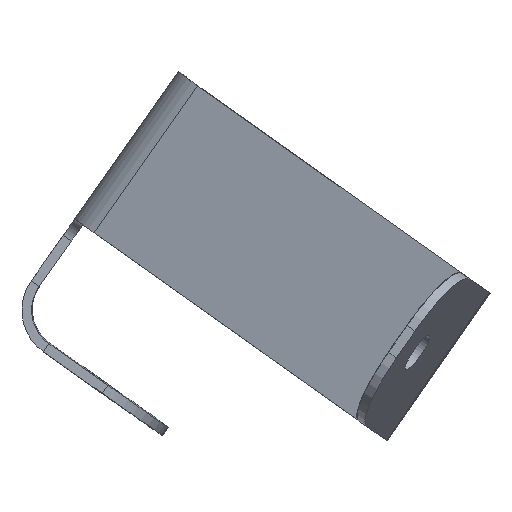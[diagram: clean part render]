
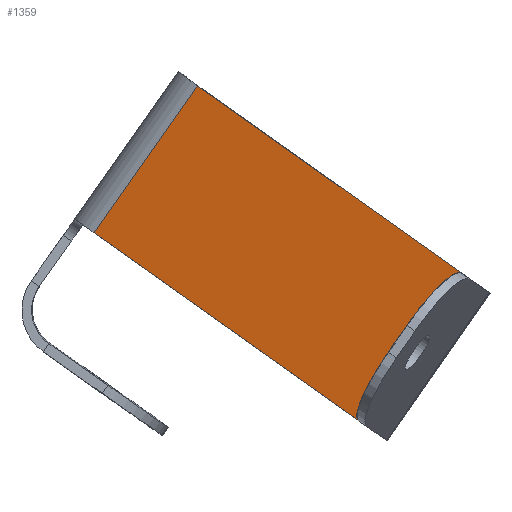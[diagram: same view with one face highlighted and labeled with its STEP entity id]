
A CAD part, front view. The second image highlights one B-rep face of the part: STEP entity #1359.
In plain terms, the highlighted planar face has unit normal (-0.436, -0.848, 0.301).
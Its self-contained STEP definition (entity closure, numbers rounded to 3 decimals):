
#534=CARTESIAN_POINT('Vertex',(5315.62,-263.754,1735.529)) ;
#565=CARTESIAN_POINT('Vertex',(5282.778,-238.59,1758.835)) ;
#568=CARTESIAN_POINT('Line Origine',(5299.199,-251.172,1747.182)) ;
#1220=CARTESIAN_POINT('Vertex',(5270.109,-238.467,1740.85)) ;
#1223=CARTESIAN_POINT('Line Origine',(5272.311,-238.489,1743.976)) ;
#1299=CARTESIAN_POINT('Vertex',(5303.067,-263.72,1717.46)) ;
#1302=CARTESIAN_POINT('Line Origine',(5286.588,-251.094,1729.155)) ;
#1336=CARTESIAN_POINT('Line Origine',(5309.169,-263.737,1726.243)) ;
#1348=CARTESIAN_POINT('Axis2P3D Location',(5330.442,-289.574,1684.3)) ;
#570=VECTOR('Line Direction',#569,1.) ;
#1225=VECTOR('Line Direction',#1224,1.) ;
#1304=VECTOR('Line Direction',#1303,1.) ;
#1338=VECTOR('Line Direction',#1337,1.) ;
#569=DIRECTION('Vector Direction',(0.692,-0.53,-0.491)) ;
#1224=DIRECTION('Vector Direction',(0.576,-0.006,0.818)) ;
#1303=DIRECTION('Vector Direction',(0.692,-0.53,-0.491)) ;
#1337=DIRECTION('Vector Direction',(0.571,-0.002,0.821)) ;
#1349=DIRECTION('Axis2P3D Direction',(0.436,0.848,-0.301)) ;
#1350=DIRECTION('Axis2P3D XDirection',(-0.692,0.53,0.491)) ;
#1351=AXIS2_PLACEMENT_3D('Plane Axis2P3D',#1348,#1349,#1350) ;
#571=LINE('Line',#568,#570) ;
#1226=LINE('Line',#1223,#1225) ;
#1305=LINE('Line',#1302,#1304) ;
#1339=LINE('Line',#1336,#1338) ;
#1352=PLANE('',#1351) ;
#572=EDGE_CURVE('',#566,#535,#571,.T.) ;
#1227=EDGE_CURVE('',#566,#1221,#1226,.F.) ;
#1306=EDGE_CURVE('',#1221,#1300,#1305,.T.) ;
#1340=EDGE_CURVE('',#1300,#535,#1339,.T.) ;
#1354=ORIENTED_EDGE('',*,*,#1340,.T.) ;
#1355=ORIENTED_EDGE('',*,*,#572,.F.) ;
#1356=ORIENTED_EDGE('',*,*,#1227,.T.) ;
#1357=ORIENTED_EDGE('',*,*,#1306,.T.) ;
#1353=EDGE_LOOP('',(#1354,#1355,#1356,#1357)) ;
#535=VERTEX_POINT('',#534) ;
#566=VERTEX_POINT('',#565) ;
#1221=VERTEX_POINT('',#1220) ;
#1300=VERTEX_POINT('',#1299) ;
#1359=ADVANCED_FACE('PartBody',(#1358),#1352,.F.) ;
#1358=FACE_OUTER_BOUND('',#1353,.T.) ;
